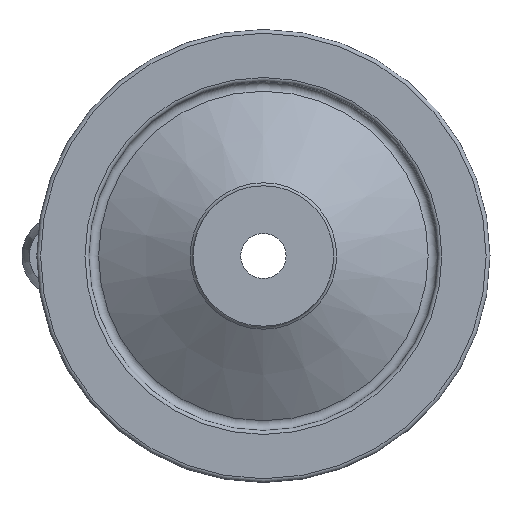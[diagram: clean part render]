
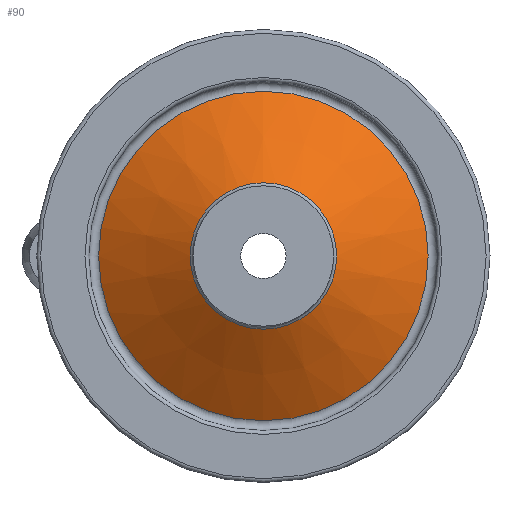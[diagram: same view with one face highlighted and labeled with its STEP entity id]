
A CAD part, left-side view. The second image highlights one B-rep face of the part: STEP entity #90.
In plain terms, the highlighted conical face has half-angle 57.989 degrees and reference radius 16.166 mm.
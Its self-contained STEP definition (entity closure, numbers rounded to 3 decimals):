
#90 = ADVANCED_FACE( '', ( #198, #199 ), #200, .T. );
#198 = FACE_OUTER_BOUND( '', #302, .T. );
#199 = FACE_BOUND( '', #303, .T. );
#200 = CONICAL_SURFACE( '', #304, 16.166, 1.012 );
#302 = EDGE_LOOP( '', ( #476 ) );
#303 = EDGE_LOOP( '', ( #477 ) );
#304 = AXIS2_PLACEMENT_3D( '', #478, #479, #480 );
#476 = ORIENTED_EDGE( '', *, *, #500, .F. );
#477 = ORIENTED_EDGE( '', *, *, #526, .T. );
#478 = CARTESIAN_POINT( '', ( 10.46, 0., 0. ) );
#479 = DIRECTION( '', ( 1., 0., 0. ) );
#480 = DIRECTION( '', ( 0., 0., -1. ) );
#500 = EDGE_CURVE( '', #555, #555, #556, .T. );
#526 = EDGE_CURVE( '', #595, #595, #596, .T. );
#555 = VERTEX_POINT( '', #627 );
#556 = CIRCLE( '', #628, 36.357 );
#595 = VERTEX_POINT( '', #667 );
#596 = CIRCLE( '', #668, 16.166 );
#627 = CARTESIAN_POINT( '', ( 23.082, 0., -36.357 ) );
#628 = AXIS2_PLACEMENT_3D( '', #701, #702, #703 );
#667 = CARTESIAN_POINT( '', ( 10.46, 0., -16.166 ) );
#668 = AXIS2_PLACEMENT_3D( '', #743, #744, #745 );
#701 = CARTESIAN_POINT( '', ( 23.082, 0., 0. ) );
#702 = DIRECTION( '', ( 1., 0., 0. ) );
#703 = DIRECTION( '', ( 0., 0., -1. ) );
#743 = CARTESIAN_POINT( '', ( 10.46, 0., 0. ) );
#744 = DIRECTION( '', ( 1., 0., 0. ) );
#745 = DIRECTION( '', ( 0., 0., -1. ) );
